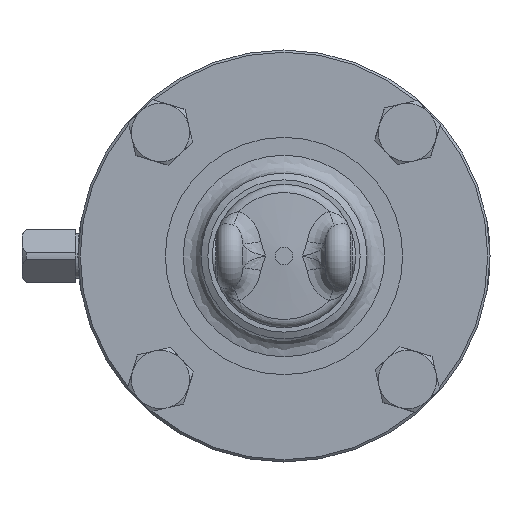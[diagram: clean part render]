
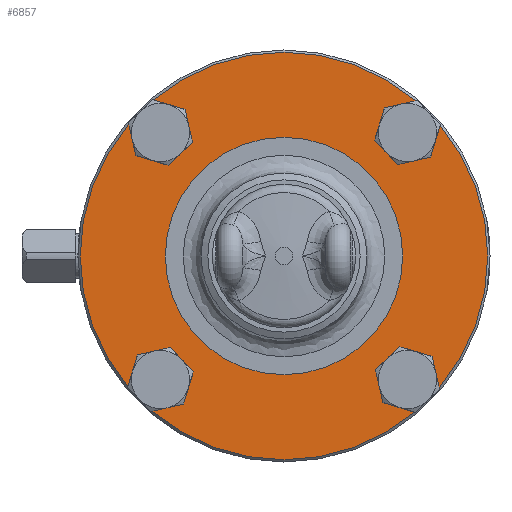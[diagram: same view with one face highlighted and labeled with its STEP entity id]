
A CAD part, left-side view. The second image highlights one B-rep face of the part: STEP entity #6857.
In plain terms, the highlighted planar face has unit normal (-1, 0, 0).
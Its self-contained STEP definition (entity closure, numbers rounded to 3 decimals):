
#5511=CARTESIAN_POINT('',(-10.,-33.026,-29.251));
#5512=VERTEX_POINT('',#5511);
#5513=CARTESIAN_POINT('',(-10.,-27.577,-27.577));
#5514=DIRECTION('',(1.0,0.0,0.0));
#5515=DIRECTION('',(0.0,-0.956,-0.294));
#5516=AXIS2_PLACEMENT_3D('',#5513,#5514,#5515);
#5517=CIRCLE('',#5516,5.7);
#5518=EDGE_CURVE('',#5512,#5512,#5517,.T.);
#6389=CARTESIAN_POINT('',(-10.,33.026,29.251));
#6390=VERTEX_POINT('',#6389);
#6391=CARTESIAN_POINT('',(-10.,27.577,27.577));
#6392=DIRECTION('',(1.0,0.0,0.0));
#6393=DIRECTION('',(0.0,0.956,0.294));
#6394=AXIS2_PLACEMENT_3D('',#6391,#6392,#6393);
#6395=CIRCLE('',#6394,5.7);
#6396=EDGE_CURVE('',#6390,#6390,#6395,.T.);
#6787=CARTESIAN_POINT('',(-10.,-45.5,0.));
#6788=VERTEX_POINT('',#6787);
#6789=CARTESIAN_POINT('',(-10.,0.,0.));
#6790=DIRECTION('',(-1.0,0.0,0.0));
#6791=DIRECTION('',(0.0,-1.0,0.0));
#6792=AXIS2_PLACEMENT_3D('',#6789,#6790,#6791);
#6793=CIRCLE('',#6792,45.5);
#6794=EDGE_CURVE('',#6788,#6788,#6793,.T.);
#6810=CARTESIAN_POINT('',(-10.,-36.,0.));
#6811=DIRECTION('',(-1.0,0.0,0.0));
#6812=DIRECTION('',(0.0,0.0,-1.0));
#6813=AXIS2_PLACEMENT_3D('',#6810,#6811,#6812);
#6814=PLANE('',#6813);
#6815=ORIENTED_EDGE('',*,*,#6794,.T.);
#6816=EDGE_LOOP('',(#6815));
#6817=FACE_OUTER_BOUND('',#6816,.T.);
#6818=CARTESIAN_POINT('',(-10.,29.251,-33.026));
#6819=VERTEX_POINT('',#6818);
#6820=CARTESIAN_POINT('',(-10.,27.577,-27.577));
#6821=DIRECTION('',(1.0,0.0,0.0));
#6822=DIRECTION('',(0.0,0.294,-0.956));
#6823=AXIS2_PLACEMENT_3D('',#6820,#6821,#6822);
#6824=CIRCLE('',#6823,5.7);
#6825=EDGE_CURVE('',#6819,#6819,#6824,.T.);
#6826=ORIENTED_EDGE('',*,*,#6825,.T.);
#6827=EDGE_LOOP('',(#6826));
#6828=FACE_BOUND('',#6827,.T.);
#6829=ORIENTED_EDGE('',*,*,#5518,.T.);
#6830=EDGE_LOOP('',(#6829));
#6831=FACE_BOUND('',#6830,.T.);
#6832=CARTESIAN_POINT('',(-10.,-29.251,33.026));
#6833=VERTEX_POINT('',#6832);
#6834=CARTESIAN_POINT('',(-10.,-27.577,27.577));
#6835=DIRECTION('',(1.0,0.0,0.0));
#6836=DIRECTION('',(0.0,-0.294,0.956));
#6837=AXIS2_PLACEMENT_3D('',#6834,#6835,#6836);
#6838=CIRCLE('',#6837,5.7);
#6839=EDGE_CURVE('',#6833,#6833,#6838,.T.);
#6840=ORIENTED_EDGE('',*,*,#6839,.T.);
#6841=EDGE_LOOP('',(#6840));
#6842=FACE_BOUND('',#6841,.T.);
#6843=ORIENTED_EDGE('',*,*,#6396,.T.);
#6844=EDGE_LOOP('',(#6843));
#6845=FACE_BOUND('',#6844,.T.);
#6846=CARTESIAN_POINT('',(-10.,-26.5,0.));
#6847=VERTEX_POINT('',#6846);
#6848=CARTESIAN_POINT('',(-10.,0.,0.));
#6849=DIRECTION('',(-1.0,0.0,0.0));
#6850=DIRECTION('',(0.0,-1.0,0.0));
#6851=AXIS2_PLACEMENT_3D('',#6848,#6849,#6850);
#6852=CIRCLE('',#6851,26.5);
#6853=EDGE_CURVE('',#6847,#6847,#6852,.T.);
#6854=ORIENTED_EDGE('',*,*,#6853,.F.);
#6855=EDGE_LOOP('',(#6854));
#6856=FACE_BOUND('',#6855,.T.);
#6857=ADVANCED_FACE('',(#6817,#6828,#6831,#6842,#6845,#6856),#6814,.T.);
